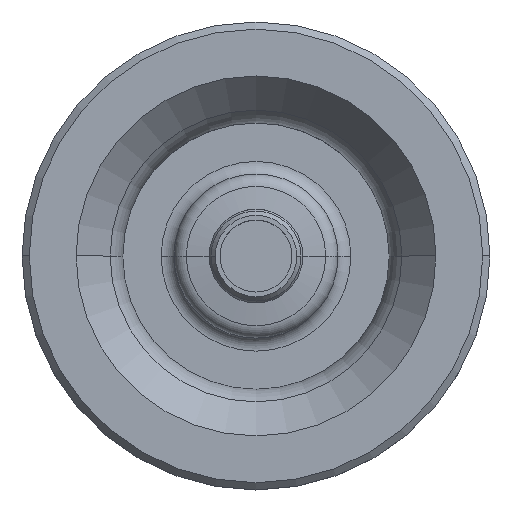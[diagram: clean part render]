
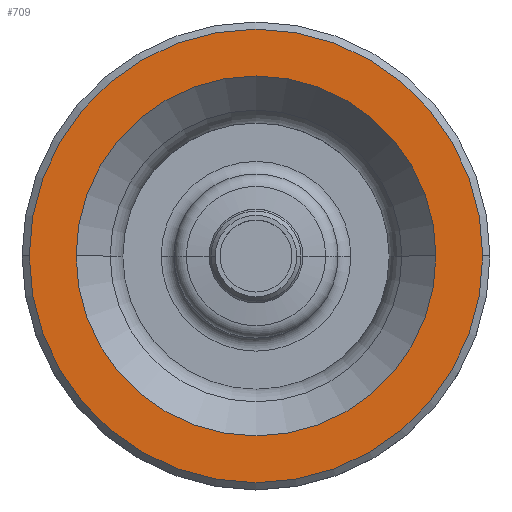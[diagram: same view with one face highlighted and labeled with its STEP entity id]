
A CAD part, top view. The second image highlights one B-rep face of the part: STEP entity #709.
In plain terms, the highlighted planar face has unit normal (0, 0, 1).
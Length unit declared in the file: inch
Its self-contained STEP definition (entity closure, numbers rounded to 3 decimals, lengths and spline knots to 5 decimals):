
#150 = VERTEX_POINT ( 'NONE', #1605 ) ;
#378 = DIRECTION ( 'NONE',  ( 0., 0., -1. ) ) ;
#432 = CARTESIAN_POINT ( 'NONE',  ( 0.12402, 0., 0. ) ) ;
#452 = AXIS2_PLACEMENT_3D ( 'NONE', #1447, #378, #2458 ) ;
#571 = ORIENTED_EDGE ( 'NONE', *, *, #1307, .F. ) ;
#636 = AXIS2_PLACEMENT_3D ( 'NONE', #2208, #1111, #2662 ) ;
#709 = ADVANCED_FACE ( 'NONE', ( #2717, #3036 ), #3274, .F. ) ;
#921 = DIRECTION ( 'NONE',  ( 1., 0., 0. ) ) ;
#948 = VERTEX_POINT ( 'NONE', #3004 ) ;
#949 = ORIENTED_EDGE ( 'NONE', *, *, #1843, .T. ) ;
#1044 = CIRCLE ( 'NONE', #1418, 0.12402 ) ;
#1064 = VERTEX_POINT ( 'NONE', #1460 ) ;
#1111 = DIRECTION ( 'NONE',  ( 0., 0., 1. ) ) ;
#1151 = CIRCLE ( 'NONE', #2146, 0.09843 ) ;
#1169 = EDGE_LOOP ( 'NONE', ( #571, #1524 ) ) ;
#1214 = EDGE_LOOP ( 'NONE', ( #949, #2213 ) ) ;
#1296 = CARTESIAN_POINT ( 'NONE',  ( 0., 0., 0. ) ) ;
#1307 = EDGE_CURVE ( 'NONE', #1064, #150, #3381, .T. ) ;
#1418 = AXIS2_PLACEMENT_3D ( 'NONE', #3362, #3137, #1535 ) ;
#1447 = CARTESIAN_POINT ( 'NONE',  ( 0., 0.12402, 0. ) ) ;
#1460 = CARTESIAN_POINT ( 'NONE',  ( 0.09843, 0., 0. ) ) ;
#1524 = ORIENTED_EDGE ( 'NONE', *, *, #2764, .F. ) ;
#1535 = DIRECTION ( 'NONE',  ( -1., 0., 0. ) ) ;
#1605 = CARTESIAN_POINT ( 'NONE',  ( -0.09843, 0., 0. ) ) ;
#1843 = EDGE_CURVE ( 'NONE', #948, #2906, #2332, .T. ) ;
#2074 = EDGE_CURVE ( 'NONE', #2906, #948, #1044, .T. ) ;
#2146 = AXIS2_PLACEMENT_3D ( 'NONE', #2236, #3012, #921 ) ;
#2208 = CARTESIAN_POINT ( 'NONE',  ( 0., 0., 0. ) ) ;
#2213 = ORIENTED_EDGE ( 'NONE', *, *, #2074, .T. ) ;
#2236 = CARTESIAN_POINT ( 'NONE',  ( 0., 0., 0. ) ) ;
#2332 = CIRCLE ( 'NONE', #2385, 0.12402 ) ;
#2385 = AXIS2_PLACEMENT_3D ( 'NONE', #1296, #2601, #2861 ) ;
#2458 = DIRECTION ( 'NONE',  ( -1., 0., 0. ) ) ;
#2601 = DIRECTION ( 'NONE',  ( 0., 0., 1. ) ) ;
#2662 = DIRECTION ( 'NONE',  ( 1., 0., 0. ) ) ;
#2717 = FACE_OUTER_BOUND ( 'NONE', #1214, .T. ) ;
#2764 = EDGE_CURVE ( 'NONE', #150, #1064, #1151, .T. ) ;
#2861 = DIRECTION ( 'NONE',  ( -1., 0., 0. ) ) ;
#2906 = VERTEX_POINT ( 'NONE', #432 ) ;
#3004 = CARTESIAN_POINT ( 'NONE',  ( -0.12402, 0., 0. ) ) ;
#3012 = DIRECTION ( 'NONE',  ( 0., 0., 1. ) ) ;
#3036 = FACE_BOUND ( 'NONE', #1169, .T. ) ;
#3137 = DIRECTION ( 'NONE',  ( 0., 0., 1. ) ) ;
#3274 = PLANE ( 'NONE',  #452 ) ;
#3362 = CARTESIAN_POINT ( 'NONE',  ( 0., 0., 0. ) ) ;
#3381 = CIRCLE ( 'NONE', #636, 0.09843 ) ;
